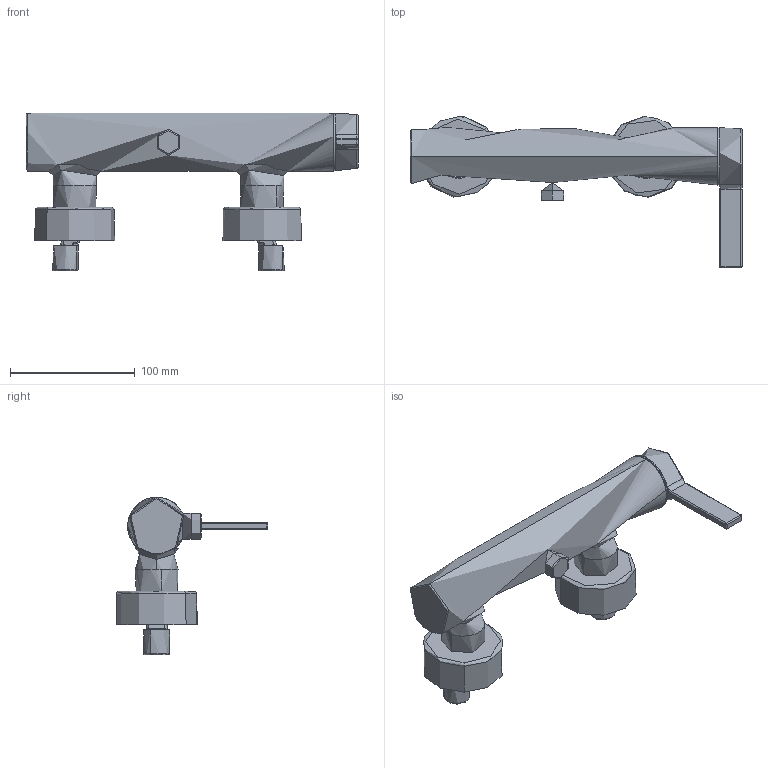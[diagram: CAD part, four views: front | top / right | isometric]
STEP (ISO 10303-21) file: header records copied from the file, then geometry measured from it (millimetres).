
FILE_DESCRIPTION (( 'STEP AP203' ), '1' );
FILE_NAME ('57710173.STEP', '2018-03-09T13:26:33', ( '' ), ( '' ), 'SwSTEP 2.0', 'SolidWorks 2016', '' );
FILE_SCHEMA (( 'CONFIG_CONTROL_DESIGN' ));
Length unit declared in the file: millimetre
Products named in the file (1): 57710173
Bounding box: 265.75 x 121.46 x 126.3 mm (x, y, z)
Volume: 605856.2 mm3; surface area: 96668.4 mm2
Topology: 1 solids, 1 shells, 272 faces, 664 edges, 400 vertices
Faces by surface type: bspline 100, cylinder 79, plane 51, torus 20, sphere 12, cone 10
Entity records: 21412 total; most frequent: CARTESIAN_POINT 15893, ORIENTED_EDGE 1296, DIRECTION 850, EDGE_CURVE 648, VERTEX_POINT 396, AXIS2_PLACEMENT_3D 356, B_SPLINE_CURVE_WITH_KNOTS 314, EDGE_LOOP 290
